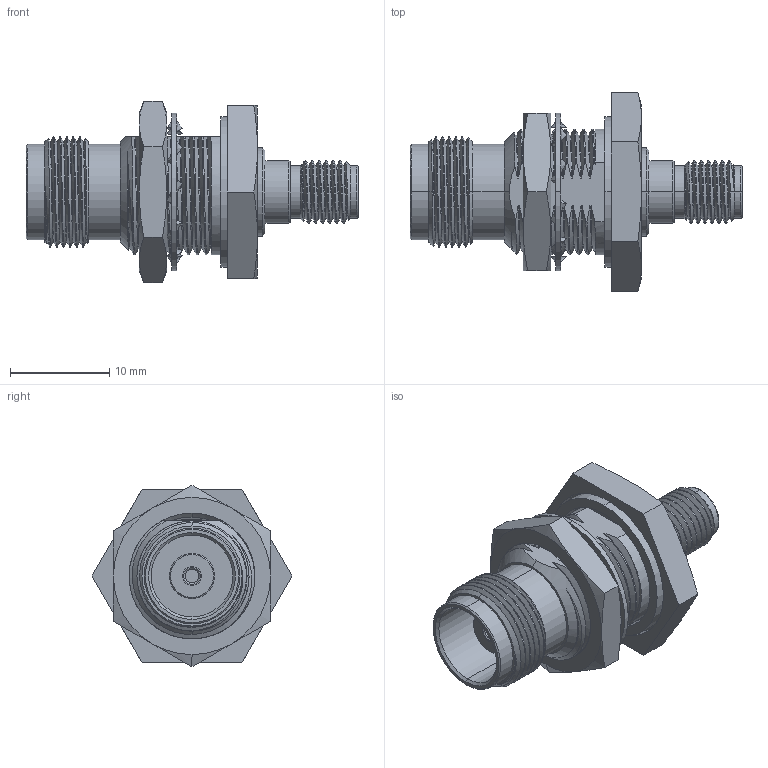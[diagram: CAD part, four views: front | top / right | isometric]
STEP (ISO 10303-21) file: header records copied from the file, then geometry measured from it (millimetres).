
FILE_DESCRIPTION (( 'STEP AP203' ), '1' );
FILE_NAME ('SM4740.step', '2018-04-06T15:08:50', ( '' ), ( '' ), 'SwSTEP 2.0', 'SolidWorks 2017', '' );
FILE_SCHEMA (( 'CONFIG_CONTROL_DESIGN' ));
Length unit declared in the file: inch
Products named in the file (1): SM4740
Bounding box: 33.53 x 20.18 x 18.33 mm (x, y, z)
Volume: 2983.5 mm3; surface area: 3399.3 mm2
Topology: 6 solids, 6 shells, 294 faces, 808 edges, 538 vertices
Faces by surface type: cylinder 100, bspline 79, plane 61, cone 52, torus 2
Entity records: 24466 total; most frequent: CARTESIAN_POINT 17852, ORIENTED_EDGE 1616, DIRECTION 1056, EDGE_CURVE 808, VERTEX_POINT 538, AXIS2_PLACEMENT_3D 401, EDGE_LOOP 316, FACE_OUTER_BOUND 294
